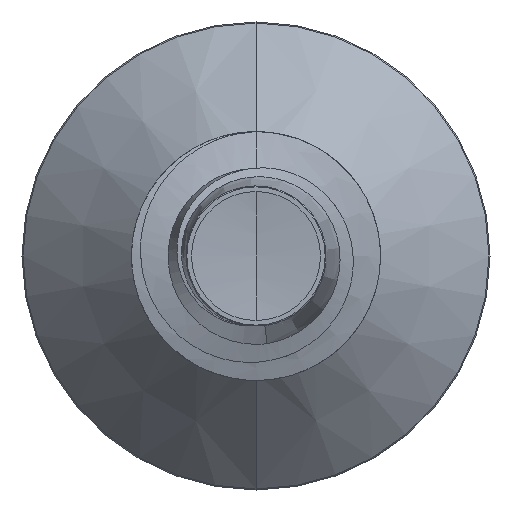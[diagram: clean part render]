
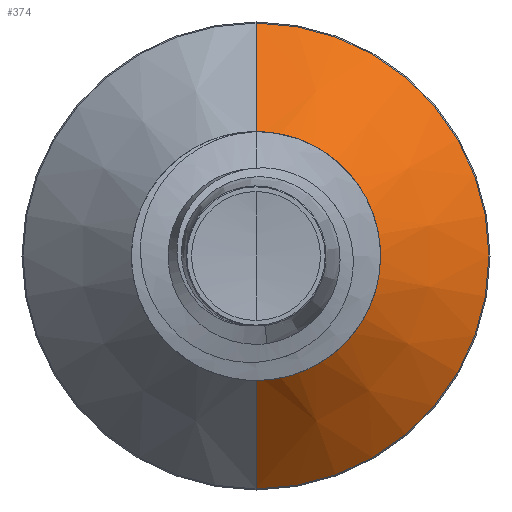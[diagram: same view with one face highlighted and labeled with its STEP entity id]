
A CAD part, front view. The second image highlights one B-rep face of the part: STEP entity #374.
In plain terms, the highlighted conical face has half-angle 45 degrees and reference radius 1.189 mm.
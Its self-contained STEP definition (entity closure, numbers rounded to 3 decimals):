
#333 = ORIENTED_EDGE ( 'NONE', *, *, #13373, .F. ) ;
#374 = ADVANCED_FACE ( 'NONE', ( #8248 ), #5006, .T. ) ;
#414 = VERTEX_POINT ( 'NONE', #6000 ) ;
#547 = EDGE_CURVE ( 'NONE', #1706, #10352, #12358, .T. ) ;
#707 = DIRECTION ( 'NONE',  ( 0., 0., 1. ) ) ;
#1010 = DIRECTION ( 'NONE',  ( 0., 1., 0. ) ) ;
#1147 = VECTOR ( 'NONE', #13016, 1000. ) ;
#1706 = VERTEX_POINT ( 'NONE', #7456 ) ;
#2402 = CARTESIAN_POINT ( 'NONE',  ( 0., 5.289, 0. ) ) ;
#2941 = DIRECTION ( 'NONE',  ( 0., 1., 0. ) ) ;
#3275 = AXIS2_PLACEMENT_3D ( 'NONE', #8407, #8403, #8397 ) ;
#3511 = AXIS2_PLACEMENT_3D ( 'NONE', #7137, #2941, #7610 ) ;
#4326 = EDGE_LOOP ( 'NONE', ( #10187, #10206, #9694, #333 ) ) ;
#4815 = VERTEX_POINT ( 'NONE', #8756 ) ;
#4848 = EDGE_CURVE ( 'NONE', #4815, #414, #12158, .T. ) ;
#4988 = AXIS2_PLACEMENT_3D ( 'NONE', #2402, #1010, #707 ) ;
#5006 = CONICAL_SURFACE ( 'NONE', #3511, 1.189, 0.785 ) ;
#6000 = CARTESIAN_POINT ( 'NONE',  ( 0., 6.439, -2.339 ) ) ;
#6605 = LINE ( 'NONE', #13019, #1147 ) ;
#6785 = DIRECTION ( 'NONE',  ( 0., 0.707, -0.707 ) ) ;
#6899 = CARTESIAN_POINT ( 'NONE',  ( 0., 5.289, -1.189 ) ) ;
#7137 = CARTESIAN_POINT ( 'NONE',  ( 0., 5.289, 0. ) ) ;
#7456 = CARTESIAN_POINT ( 'NONE',  ( 0., 5.289, 1.189 ) ) ;
#7610 = DIRECTION ( 'NONE',  ( 0., 0., 1. ) ) ;
#8248 = FACE_OUTER_BOUND ( 'NONE', #4326, .T. ) ;
#8355 = CARTESIAN_POINT ( 'NONE',  ( 0., 5.289, -1.189 ) ) ;
#8397 = DIRECTION ( 'NONE',  ( 0., 0., 1. ) ) ;
#8403 = DIRECTION ( 'NONE',  ( 0., 1., 0. ) ) ;
#8407 = CARTESIAN_POINT ( 'NONE',  ( 0., 6.439, 0. ) ) ;
#8756 = CARTESIAN_POINT ( 'NONE',  ( 0., 6.439, 2.339 ) ) ;
#9694 = ORIENTED_EDGE ( 'NONE', *, *, #4848, .F. ) ;
#10043 = EDGE_CURVE ( 'NONE', #10352, #414, #11128, .T. ) ;
#10187 = ORIENTED_EDGE ( 'NONE', *, *, #547, .T. ) ;
#10206 = ORIENTED_EDGE ( 'NONE', *, *, #10043, .T. ) ;
#10352 = VERTEX_POINT ( 'NONE', #8355 ) ;
#11128 = LINE ( 'NONE', #6899, #11380 ) ;
#11380 = VECTOR ( 'NONE', #6785, 1000. ) ;
#12158 = CIRCLE ( 'NONE', #3275, 2.339 ) ;
#12358 = CIRCLE ( 'NONE', #4988, 1.189 ) ;
#13016 = DIRECTION ( 'NONE',  ( 0., 0.707, 0.707 ) ) ;
#13019 = CARTESIAN_POINT ( 'NONE',  ( 0., 5.289, 1.189 ) ) ;
#13373 = EDGE_CURVE ( 'NONE', #1706, #4815, #6605, .T. ) ;
